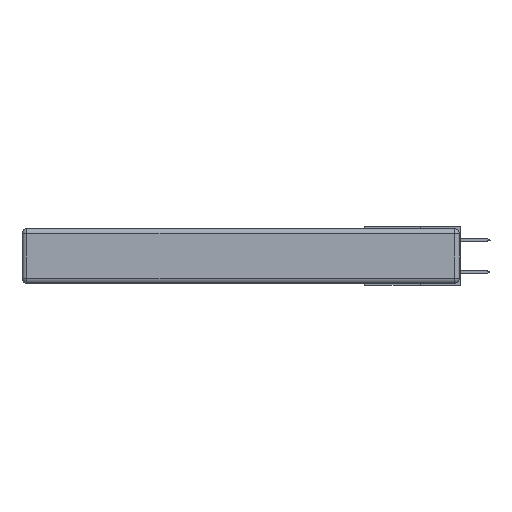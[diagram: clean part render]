
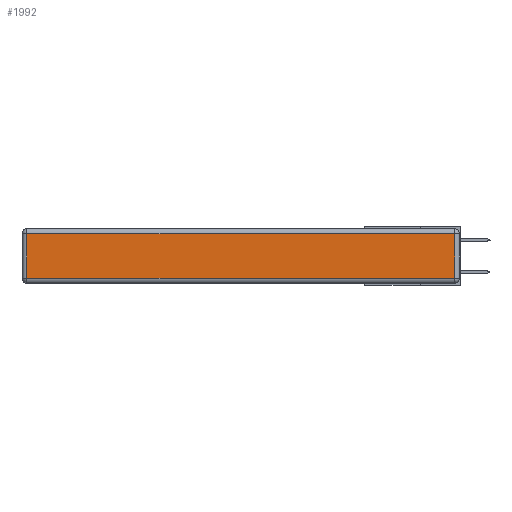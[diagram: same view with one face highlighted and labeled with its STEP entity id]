
A CAD part, left-side view. The second image highlights one B-rep face of the part: STEP entity #1992.
In plain terms, the highlighted planar face has unit normal (-1, 0, 0).
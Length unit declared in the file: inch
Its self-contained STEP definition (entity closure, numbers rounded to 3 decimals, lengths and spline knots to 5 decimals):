
#46 = VECTOR ( 'NONE', #4617, 39.37008 ) ;
#278 = VERTEX_POINT ( 'NONE', #16244 ) ;
#316 = EDGE_CURVE ( 'NONE', #14644, #17231, #14852, .T. ) ;
#470 = VECTOR ( 'NONE', #12176, 39.37008 ) ;
#1340 = CARTESIAN_POINT ( 'NONE',  ( 0., 0.03, -0.313 ) ) ;
#1992 = ADVANCED_FACE ( 'NONE', ( #10577 ), #4364, .T. ) ;
#3202 = VERTEX_POINT ( 'NONE', #6125 ) ;
#4364 = PLANE ( 'NONE',  #5778 ) ;
#4458 = CARTESIAN_POINT ( 'NONE',  ( 0., 0., -0.313 ) ) ;
#4617 = DIRECTION ( 'NONE',  ( 0., 1., 0. ) ) ;
#4868 = ORIENTED_EDGE ( 'NONE', *, *, #8616, .T. ) ;
#5778 = AXIS2_PLACEMENT_3D ( 'NONE', #8095, #17300, #12042 ) ;
#6038 = DIRECTION ( 'NONE',  ( 0., 0., 1. ) ) ;
#6125 = CARTESIAN_POINT ( 'NONE',  ( 0., 0.03, -0.03 ) ) ;
#6399 = ORIENTED_EDGE ( 'NONE', *, *, #9037, .T. ) ;
#8095 = CARTESIAN_POINT ( 'NONE',  ( 0., 0., -0.343 ) ) ;
#8616 = EDGE_CURVE ( 'NONE', #17231, #3202, #15691, .T. ) ;
#9037 = EDGE_CURVE ( 'NONE', #3202, #278, #16831, .T. ) ;
#9773 = CARTESIAN_POINT ( 'NONE',  ( 0., 2.75, -0.03 ) ) ;
#10577 = FACE_OUTER_BOUND ( 'NONE', #10984, .T. ) ;
#10984 = EDGE_LOOP ( 'NONE', ( #15786, #4868, #6399, #14960 ) ) ;
#11063 = DIRECTION ( 'NONE',  ( 0., -1., 0. ) ) ;
#12042 = DIRECTION ( 'NONE',  ( 0., 0., 1. ) ) ;
#12176 = DIRECTION ( 'NONE',  ( 0., 0., -1. ) ) ;
#12642 = CARTESIAN_POINT ( 'NONE',  ( 0., 0.03, -0.343 ) ) ;
#14644 = VERTEX_POINT ( 'NONE', #17212 ) ;
#14766 = CARTESIAN_POINT ( 'NONE',  ( 0., 2.72, -0.343 ) ) ;
#14852 = LINE ( 'NONE', #4458, #15878 ) ;
#14960 = ORIENTED_EDGE ( 'NONE', *, *, #16765, .T. ) ;
#15691 = LINE ( 'NONE', #12642, #16529 ) ;
#15780 = LINE ( 'NONE', #14766, #470 ) ;
#15786 = ORIENTED_EDGE ( 'NONE', *, *, #316, .T. ) ;
#15878 = VECTOR ( 'NONE', #11063, 39.37008 ) ;
#16244 = CARTESIAN_POINT ( 'NONE',  ( 0., 2.72, -0.03 ) ) ;
#16529 = VECTOR ( 'NONE', #6038, 39.37008 ) ;
#16765 = EDGE_CURVE ( 'NONE', #278, #14644, #15780, .T. ) ;
#16831 = LINE ( 'NONE', #9773, #46 ) ;
#17212 = CARTESIAN_POINT ( 'NONE',  ( 0., 2.72, -0.313 ) ) ;
#17231 = VERTEX_POINT ( 'NONE', #1340 ) ;
#17300 = DIRECTION ( 'NONE',  ( -1., 0., 0. ) ) ;
